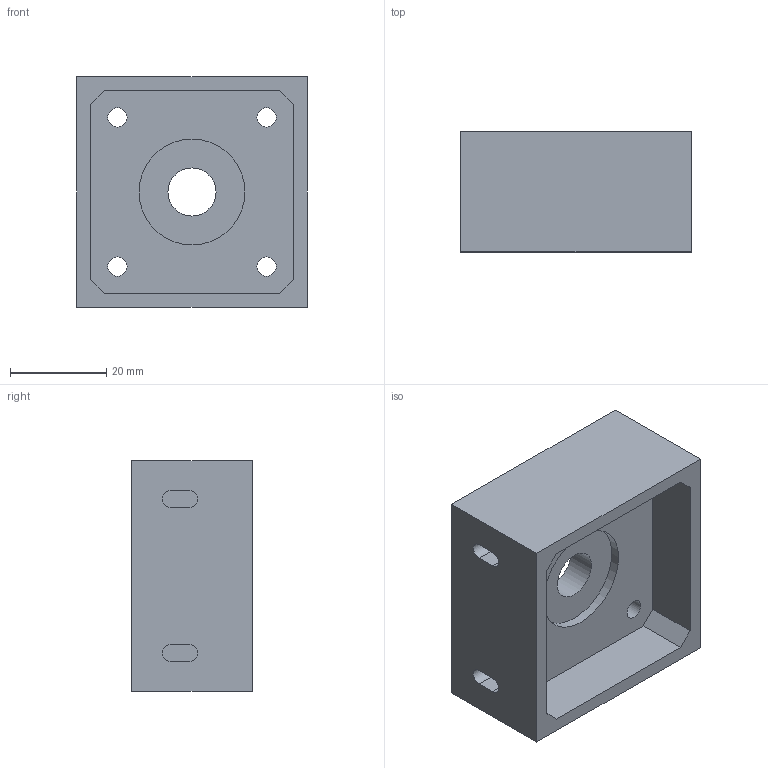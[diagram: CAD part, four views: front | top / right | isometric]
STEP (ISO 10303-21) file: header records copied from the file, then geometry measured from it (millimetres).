
FILE_DESCRIPTION(('FreeCAD Model'),'2;1');
FILE_NAME('Open CASCADE Shape Model','2023-06-18T19:31:09',( 'Roman Kuzmenko'),('OpenVMP'),'Open CASCADE STEP processor 7.6', 'FreeCAD','Unknown');
FILE_SCHEMA(('AUTOMOTIVE_DESIGN { 1 0 10303 214 1 1 1 1 }'));
Length unit declared in the file: millimetre
Products named in the file (2): Nema17MountWide; Nema17MountBody001
Assembly tree (1 placements, depth 2):
  Nema17MountWide
    Nema17MountBody001
Bounding box: 48 x 25 x 48 mm (x, y, z)
Volume: 25653.8 mm3; surface area: 13003 mm2
Topology: 1 solids, 1 shells, 51 faces, 126 edges, 84 vertices
Faces by surface type: plane 37, cylinder 14
Full cylindrical faces by diameter (mm): 4 x4, 10 x1, 22 x1
Entity records: 3266 total; most frequent: CARTESIAN_POINT 635, DIRECTION 492, LINE 322, VECTOR 322, ORIENTED_EDGE 252, PCURVE 252, DEFINITIONAL_REPRESENTATION 252, EDGE_CURVE 126
